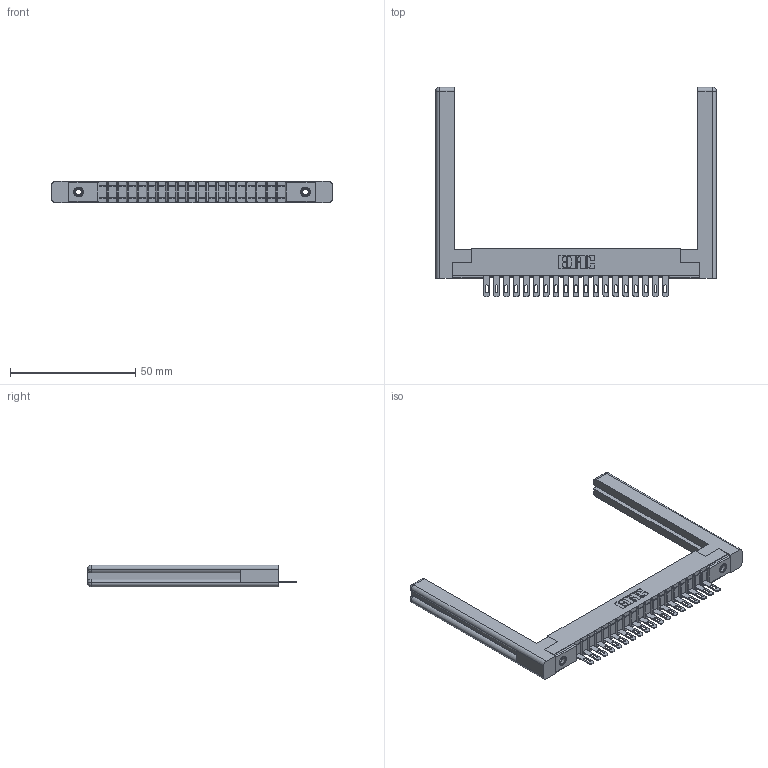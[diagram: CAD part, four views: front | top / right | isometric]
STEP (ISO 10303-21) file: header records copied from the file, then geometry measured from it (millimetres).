
FILE_DESCRIPTION (( 'STEP AP203' ), '1' );
FILE_NAME ('307-019-405-158.STEP', '2020-09-26T23:44:16', ( '' ), ( '' ), 'SwSTEP 2.0', 'SolidWorks 2020', '' );
FILE_SCHEMA (( 'CONFIG_CONTROL_DESIGN' ));
Length unit declared in the file: inch
Products named in the file (5): 345-250-001_345-250-001-102; 307-220-058; 307-019-405-158; 307-290-001_505; 307 Part_.156 Dia Mounting Holes
Assembly tree (24 placements, depth 2):
  307-019-405-158
    307 Part_.156 Dia Mounting Holes
    307-290-001_505  x19
    307-220-058  x2
    345-250-001_345-250-001-102  x2
Bounding box: 111.91 x 83.49 x 8.71 mm (x, y, z)
Volume: 14816.5 mm3; surface area: 16381.1 mm2
Topology: 24 solids, 24 shells, 1344 faces, 3755 edges, 2410 vertices
Faces by surface type: plane 838, cylinder 442, sphere 40, torus 12, cone 12
Entity records: 21731 total; most frequent: CARTESIAN_POINT 3659, ORIENTED_EDGE 3584, DIRECTION 3534, EDGE_CURVE 1792, LINE 1360, VECTOR 1360, VERTEX_POINT 1158, AXIS2_PLACEMENT_3D 1087
